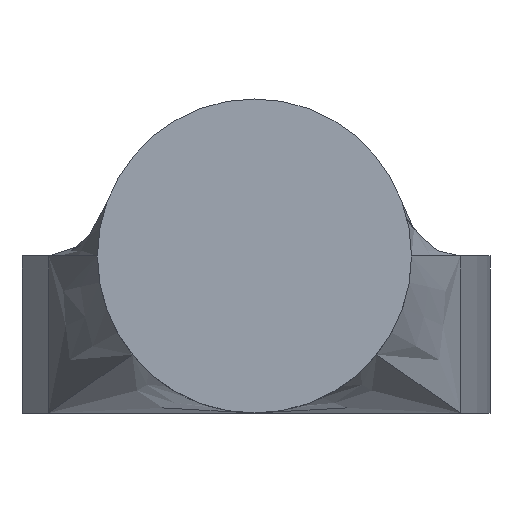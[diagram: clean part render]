
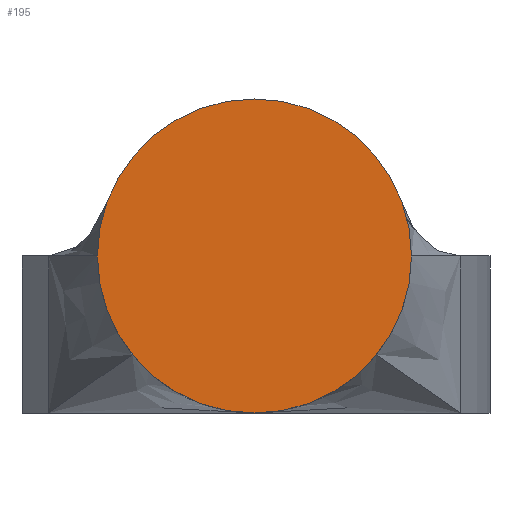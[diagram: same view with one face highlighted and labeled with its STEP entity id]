
A CAD part, front view. The second image highlights one B-rep face of the part: STEP entity #195.
In plain terms, the highlighted planar face has unit normal (0, -1, 0).
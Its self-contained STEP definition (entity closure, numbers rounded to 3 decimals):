
#24 = DIRECTION ( 'NONE',  ( 0., 0., 1. ) ) ;
#52 = EDGE_CURVE ( 'NONE', #178, #380, #488, .T. ) ;
#159 = AXIS2_PLACEMENT_3D ( 'NONE', #664, #511, #621 ) ;
#163 = CARTESIAN_POINT ( 'NONE',  ( 0., -1200., -5. ) ) ;
#168 = DIRECTION ( 'NONE',  ( 0., 1., 0. ) ) ;
#171 = CIRCLE ( 'NONE', #159, 5. ) ;
#178 = VERTEX_POINT ( 'NONE', #601 ) ;
#195 = ADVANCED_FACE ( 'NONE', ( #527 ), #486, .F. ) ;
#241 = AXIS2_PLACEMENT_3D ( 'NONE', #383, #168, #24 ) ;
#364 = DIRECTION ( 'NONE',  ( 0., -1., 0. ) ) ;
#380 = VERTEX_POINT ( 'NONE', #163 ) ;
#383 = CARTESIAN_POINT ( 'NONE',  ( 0., -1200., 0. ) ) ;
#413 = AXIS2_PLACEMENT_3D ( 'NONE', #572, #364, #427 ) ;
#424 = ORIENTED_EDGE ( 'NONE', *, *, #52, .T. ) ;
#427 = DIRECTION ( 'NONE',  ( 0., 0., 1. ) ) ;
#486 = PLANE ( 'NONE',  #241 ) ;
#488 = CIRCLE ( 'NONE', #413, 5. ) ;
#511 = DIRECTION ( 'NONE',  ( 0., -1., 0. ) ) ;
#527 = FACE_OUTER_BOUND ( 'NONE', #646, .T. ) ;
#567 = EDGE_CURVE ( 'NONE', #380, #178, #171, .T. ) ;
#572 = CARTESIAN_POINT ( 'NONE',  ( 0., -1200., 0. ) ) ;
#601 = CARTESIAN_POINT ( 'NONE',  ( 0., -1200., 5. ) ) ;
#618 = ORIENTED_EDGE ( 'NONE', *, *, #567, .T. ) ;
#621 = DIRECTION ( 'NONE',  ( 0., 0., 1. ) ) ;
#646 = EDGE_LOOP ( 'NONE', ( #424, #618 ) ) ;
#664 = CARTESIAN_POINT ( 'NONE',  ( 0., -1200., 0. ) ) ;
